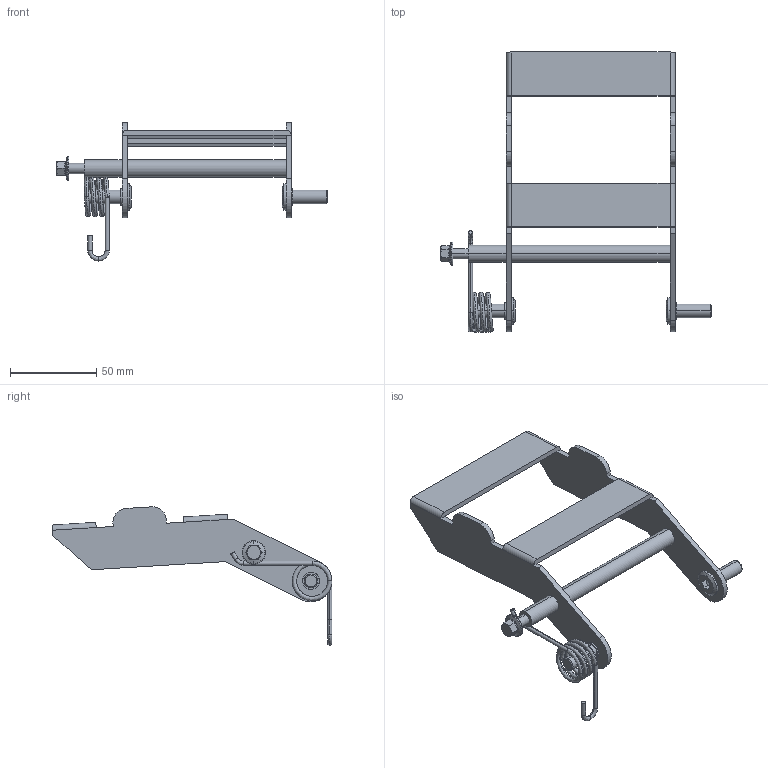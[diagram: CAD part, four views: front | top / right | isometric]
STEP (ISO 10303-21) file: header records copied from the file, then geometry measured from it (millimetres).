
FILE_DESCRIPTION (( 'STEP AP214' ), '1' );
FILE_NAME ('brake pedal 2.STEP', '2024-02-19T18:58:54', ( '' ), ( '' ), 'SwSTEP 2.0', 'SolidWorks 2017', '' );
FILE_SCHEMA (( 'AUTOMOTIVE_DESIGN' ));
Length unit declared in the file: inch
Products named in the file (10): hex flange screw_am_B18.2.3.4M - Hex flange screw, M6 x 1.0 x 20 --20N; pedal bolt; pedal_Brake; pedal spring_2; brake pedal 2
Assembly tree (5 placements, depth 2):
  hex flange screw_am_B18.2.3.4M - Hex flange screw, M6 x 1.0 x 20 --20N
  pedal bolt
  pedal_Brake
  pedal spring_2
  pedal bolt
Bounding box: 156.7 x 162.27 x 80.22 mm (x, y, z)
Volume: 50504.2 mm3; surface area: 39968.6 mm2
Topology: 5 solids, 5 shells, 163 faces, 388 edges, 237 vertices
Faces by surface type: plane 76, cylinder 44, cone 22, bspline 21
Entity records: 10403 total; most frequent: CARTESIAN_POINT 5304, ORIENTED_EDGE 648, DIRECTION 628, EDGE_CURVE 324, AXIS2_PLACEMENT_3D 233, VERTEX_POINT 200, VECTOR 162, LINE 162
